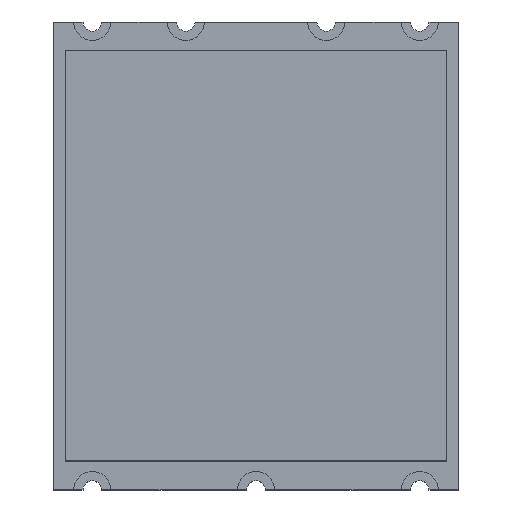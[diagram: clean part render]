
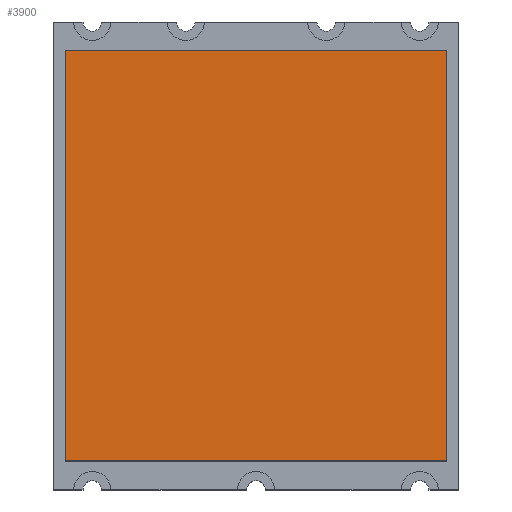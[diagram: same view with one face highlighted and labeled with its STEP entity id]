
A CAD part, top view. The second image highlights one B-rep face of the part: STEP entity #3900.
In plain terms, the highlighted planar face has unit normal (0, 0, 1).
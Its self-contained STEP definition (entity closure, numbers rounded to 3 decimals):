
#3771 = VERTEX_POINT('',#3772);
#3772 = CARTESIAN_POINT('',(-10.365,11.13,11.13));
#3778 = EDGE_CURVE('',#3771,#3779,#3781,.T.);
#3779 = VERTEX_POINT('',#3780);
#3780 = CARTESIAN_POINT('',(10.365,11.13,11.13));
#3781 = LINE('',#3782,#3783);
#3782 = CARTESIAN_POINT('',(-10.365,11.13,11.13));
#3783 = VECTOR('',#3784,1.);
#3784 = DIRECTION('',(1.,0.,0.));
#3809 = EDGE_CURVE('',#3779,#3810,#3812,.T.);
#3810 = VERTEX_POINT('',#3811);
#3811 = CARTESIAN_POINT('',(10.365,-11.13,11.13));
#3812 = LINE('',#3813,#3814);
#3813 = CARTESIAN_POINT('',(10.365,11.13,11.13));
#3814 = VECTOR('',#3815,1.);
#3815 = DIRECTION('',(0.,-1.,0.));
#3840 = EDGE_CURVE('',#3810,#3841,#3843,.T.);
#3841 = VERTEX_POINT('',#3842);
#3842 = CARTESIAN_POINT('',(-10.365,-11.13,11.13));
#3843 = LINE('',#3844,#3845);
#3844 = CARTESIAN_POINT('',(10.365,-11.13,11.13));
#3845 = VECTOR('',#3846,1.);
#3846 = DIRECTION('',(-1.,0.,0.));
#3871 = EDGE_CURVE('',#3841,#3771,#3872,.T.);
#3872 = LINE('',#3873,#3874);
#3873 = CARTESIAN_POINT('',(-10.365,-11.13,11.13));
#3874 = VECTOR('',#3875,1.);
#3875 = DIRECTION('',(0.,1.,0.));
#3900 = ADVANCED_FACE('',(#3901),#3907,.T.);
#3901 = FACE_BOUND('',#3902,.F.);
#3902 = EDGE_LOOP('',(#3903,#3904,#3905,#3906));
#3903 = ORIENTED_EDGE('',*,*,#3778,.T.);
#3904 = ORIENTED_EDGE('',*,*,#3809,.T.);
#3905 = ORIENTED_EDGE('',*,*,#3840,.T.);
#3906 = ORIENTED_EDGE('',*,*,#3871,.T.);
#3907 = PLANE('',#3908);
#3908 = AXIS2_PLACEMENT_3D('',#3909,#3910,#3911);
#3909 = CARTESIAN_POINT('',(-10.365,11.13,11.13));
#3910 = DIRECTION('',(0.,0.,1.));
#3911 = DIRECTION('',(1.,0.,0.));
